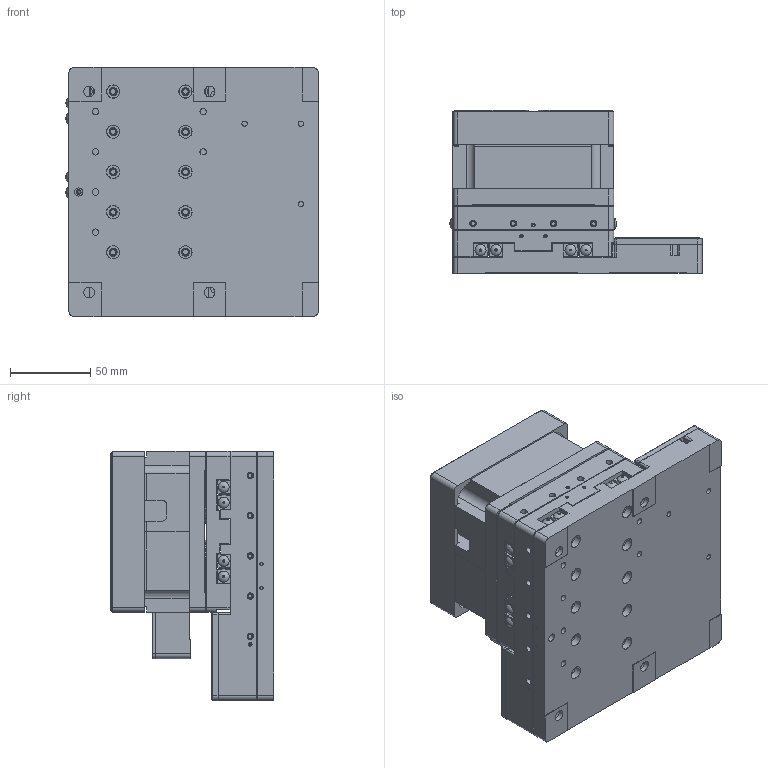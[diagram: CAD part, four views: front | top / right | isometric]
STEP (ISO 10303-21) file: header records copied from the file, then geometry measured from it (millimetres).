
FILE_DESCRIPTION (( 'STEP AP203' ), '1' );
FILE_NAME ('527104.STEP', '2024-10-08T08:35:17', ( 'Windows User' ), ( 'P R C' ), 'SwSTEP 2.0', 'SolidWorks 2020', '' );
FILE_SCHEMA (( 'CONFIG_CONTROL_DESIGN' ));
Products named in the file (1): 527104
Bounding box: 156.9 x 101.5 x 155 mm (x, y, z)
Volume: 1446492.9 mm3; surface area: 366141.1 mm2
Topology: 24 solids, 24 shells, 1881 faces, 4709 edges, 3065 vertices
Faces by surface type: plane 985, cylinder 668, cone 194, torus 32, bspline 2
Full cylindrical faces by diameter (mm): 1.6 x7, 2.05 x2, 2.5 x41, 2.9 x4, 3 x4, 3.3 x44, 3.4 x44, 4 x18, 4.5 x27, 5 x6, 5.4 x2, 5.6 x4, 6 x40, 6.2 x4, 6.6 x4, 6.9 x16, 8 x27, 9 x1, 9.5 x1, 11 x4, 20 x1, 40 x1
Entity records: 55273 total; most frequent: CARTESIAN_POINT 11656, DIRECTION 9131, ORIENTED_EDGE 8150, EDGE_CURVE 4075, AXIS2_PLACEMENT_3D 3357, VERTEX_POINT 2931, EDGE_LOOP 2858, LINE 2417
